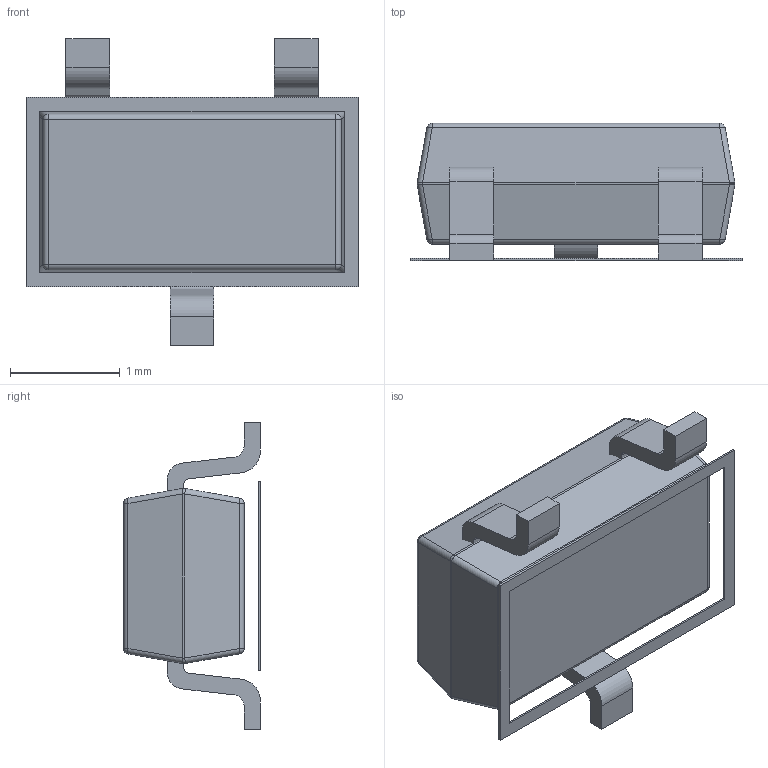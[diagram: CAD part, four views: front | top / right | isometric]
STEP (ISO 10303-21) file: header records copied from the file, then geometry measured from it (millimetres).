
FILE_DESCRIPTION (( 'STEP AP214' ), '1' );
FILE_NAME ('SOT23(edit).STEP', '2022-09-18T10:54:01', ( '' ), ( '' ), 'SwSTEP 2.0', 'SolidWorks 2021', '' );
FILE_SCHEMA (( 'AUTOMOTIVE_DESIGN' ));
Length unit declared in the file: millimetre
Products named in the file (1): SOT23(edit)
Bounding box: 3.03 x 1.25 x 2.8 mm (x, y, z)
Volume: 4.9 mm3; surface area: 24 mm2
Topology: 5 solids, 5 shells, 174 faces, 439 edges, 276 vertices
Faces by surface type: plane 71, bspline 57, cylinder 32, sphere 14
Entity records: 8548 total; most frequent: CARTESIAN_POINT 4193, ORIENTED_EDGE 862, DIRECTION 623, EDGE_CURVE 431, VERTEX_POINT 274, LINE 247, VECTOR 247, AXIS2_PLACEMENT_3D 188
